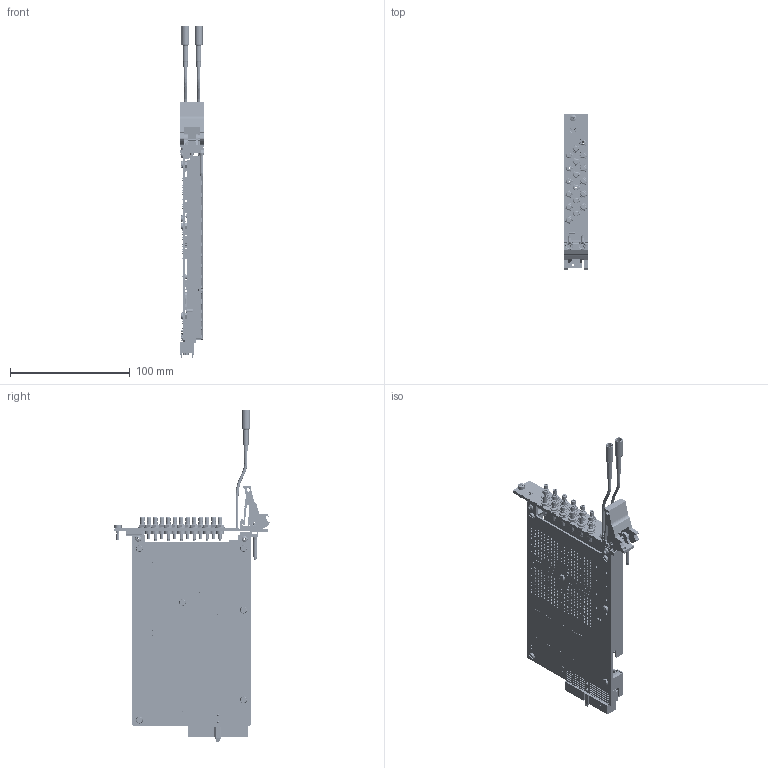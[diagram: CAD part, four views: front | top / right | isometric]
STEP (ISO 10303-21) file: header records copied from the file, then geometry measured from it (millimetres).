
FILE_DESCRIPTION (( 'STEP AP214' ), '1' );
FILE_NAME ('40-728-511-L PXI 16x2 SMB RF Matrix with Loop Thru.STEP', '2013-09-05T09:38:44', ( 'admin' ), ( '' ), 'SwSTEP 2.0', 'SolidWorks 2012', '' );
FILE_SCHEMA (( 'AUTOMOTIVE_DESIGN' ));
Length unit declared in the file: millimetre
Products named in the file (1): 40-728-511-L  PXI 16x2 SMB RF Matrix with Loop Thru
Bounding box: 20 x 129.66 x 277.16 mm (x, y, z)
Surface area: 118574.6 mm2 (no closed solid volume)
Topology: 0 solids, 1241 shells, 4880 faces, 17126 edges, 12955 vertices
Faces by surface type: plane 2487, cylinder 2070, cone 148, bspline 107, torus 57, sphere 11
Full cylindrical faces by diameter (mm): 0.278 x2, 0.4 x1, 0.5 x629, 0.6 x110, 0.8 x6, 0.899 x87, 0.902 x1, 0.903 x12, 0.905 x13, 0.937 x25, 0.948 x71, 0.984 x22, 0.996 x4, 1.016 x181, 1.04 x2, 1.047 x203, 1.3 x17, 1.496 x2, 1.524 x6, 1.8 x10, 2 x29, 2.05 x2, 2.2 x12, 2.5 x4, 2.6 x18, 2.7 x1, 2.75 x2, 2.8 x1, 3 x3, 3.291 x18
Entity records: 235906 total; most frequent: CARTESIAN_POINT 45480, DIRECTION 28343, ORIENTED_EDGE 20667, EDGE_CURVE 14527, VERTEX_POINT 12140, AXIS2_PLACEMENT_3D 9956, EDGE_LOOP 8572, LINE 8431
